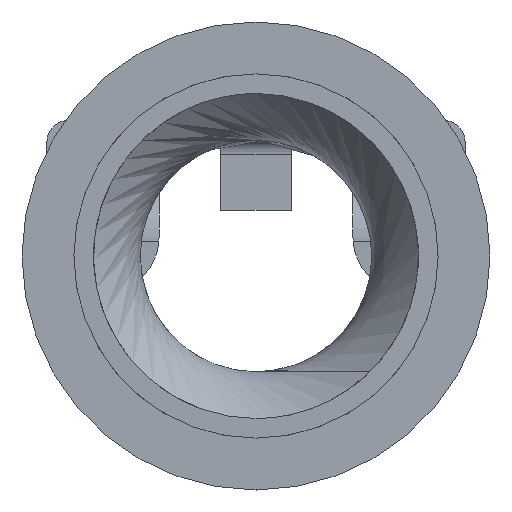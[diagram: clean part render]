
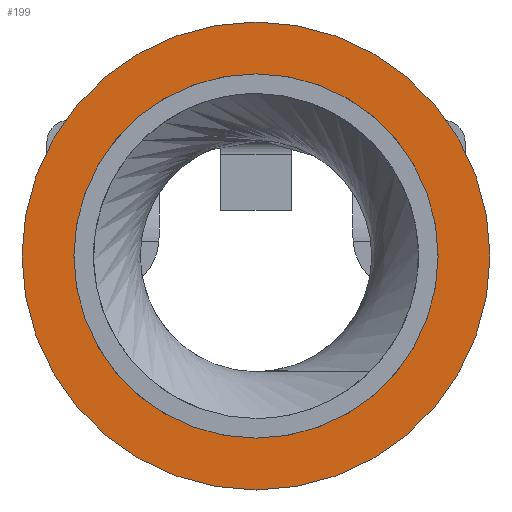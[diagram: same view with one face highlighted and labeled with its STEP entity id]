
A CAD part, front view. The second image highlights one B-rep face of the part: STEP entity #199.
In plain terms, the highlighted planar face has unit normal (0, -1, 0).
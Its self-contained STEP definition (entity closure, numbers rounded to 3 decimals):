
#199 = ADVANCED_FACE ( 'NONE', ( #581, #1397 ), #2751, .T. ) ;
#345 = ORIENTED_EDGE ( 'NONE', *, *, #1771, .T. ) ;
#571 = EDGE_CURVE ( 'NONE', #577, #2282, #809, .T. ) ;
#577 = VERTEX_POINT ( 'NONE', #634 ) ;
#581 = FACE_OUTER_BOUND ( 'NONE', #2569, .T. ) ;
#634 = CARTESIAN_POINT ( 'NONE',  ( 0., -16., 1.76 ) ) ;
#659 = VERTEX_POINT ( 'NONE', #2669 ) ;
#793 = AXIS2_PLACEMENT_3D ( 'NONE', #3630, #1649, #1979 ) ;
#809 = CIRCLE ( 'NONE', #793, 4.175 ) ;
#830 = DIRECTION ( 'NONE',  ( 0., -1., 0. ) ) ;
#844 = ORIENTED_EDGE ( 'NONE', *, *, #571, .T. ) ;
#858 = VERTEX_POINT ( 'NONE', #3671 ) ;
#1038 = EDGE_LOOP ( 'NONE', ( #1348, #1971 ) ) ;
#1143 = CARTESIAN_POINT ( 'NONE',  ( 0., -16., -2.415 ) ) ;
#1144 = CARTESIAN_POINT ( 'NONE',  ( 0., -16., -2.415 ) ) ;
#1155 = CARTESIAN_POINT ( 'NONE',  ( 0., -16., -2.415 ) ) ;
#1325 = CIRCLE ( 'NONE', #3453, 3.25 ) ;
#1348 = ORIENTED_EDGE ( 'NONE', *, *, #1850, .F. ) ;
#1397 = FACE_BOUND ( 'NONE', #1038, .T. ) ;
#1487 = CIRCLE ( 'NONE', #4188, 4.175 ) ;
#1523 = EDGE_CURVE ( 'NONE', #659, #858, #4315, .T. ) ;
#1649 = DIRECTION ( 'NONE',  ( 0., -1., 0. ) ) ;
#1682 = DIRECTION ( 'NONE',  ( 0., -1., 0. ) ) ;
#1771 = EDGE_CURVE ( 'NONE', #2282, #577, #1487, .T. ) ;
#1809 = AXIS2_PLACEMENT_3D ( 'NONE', #1144, #830, #1815 ) ;
#1815 = DIRECTION ( 'NONE',  ( 0., 0., -1. ) ) ;
#1850 = EDGE_CURVE ( 'NONE', #858, #659, #1325, .T. ) ;
#1971 = ORIENTED_EDGE ( 'NONE', *, *, #1523, .F. ) ;
#1979 = DIRECTION ( 'NONE',  ( 0., 0., -1. ) ) ;
#2002 = CARTESIAN_POINT ( 'NONE',  ( 0., -16., -6.59 ) ) ;
#2055 = CARTESIAN_POINT ( 'NONE',  ( 0., -16., -5.665 ) ) ;
#2174 = AXIS2_PLACEMENT_3D ( 'NONE', #2055, #1682, #3332 ) ;
#2282 = VERTEX_POINT ( 'NONE', #2002 ) ;
#2474 = DIRECTION ( 'NONE',  ( 0., -1., 0. ) ) ;
#2569 = EDGE_LOOP ( 'NONE', ( #345, #844 ) ) ;
#2669 = CARTESIAN_POINT ( 'NONE',  ( 0., -16., 0.835 ) ) ;
#2751 = PLANE ( 'NONE',  #2174 ) ;
#3332 = DIRECTION ( 'NONE',  ( 0., 0., -1. ) ) ;
#3445 = DIRECTION ( 'NONE',  ( 0., -1., 0. ) ) ;
#3453 = AXIS2_PLACEMENT_3D ( 'NONE', #1155, #3445, #3796 ) ;
#3630 = CARTESIAN_POINT ( 'NONE',  ( 0., -16., -2.415 ) ) ;
#3671 = CARTESIAN_POINT ( 'NONE',  ( 0., -16., -5.665 ) ) ;
#3796 = DIRECTION ( 'NONE',  ( 0., 0., -1. ) ) ;
#4139 = DIRECTION ( 'NONE',  ( 0., 0., -1. ) ) ;
#4188 = AXIS2_PLACEMENT_3D ( 'NONE', #1143, #2474, #4139 ) ;
#4315 = CIRCLE ( 'NONE', #1809, 3.25 ) ;
